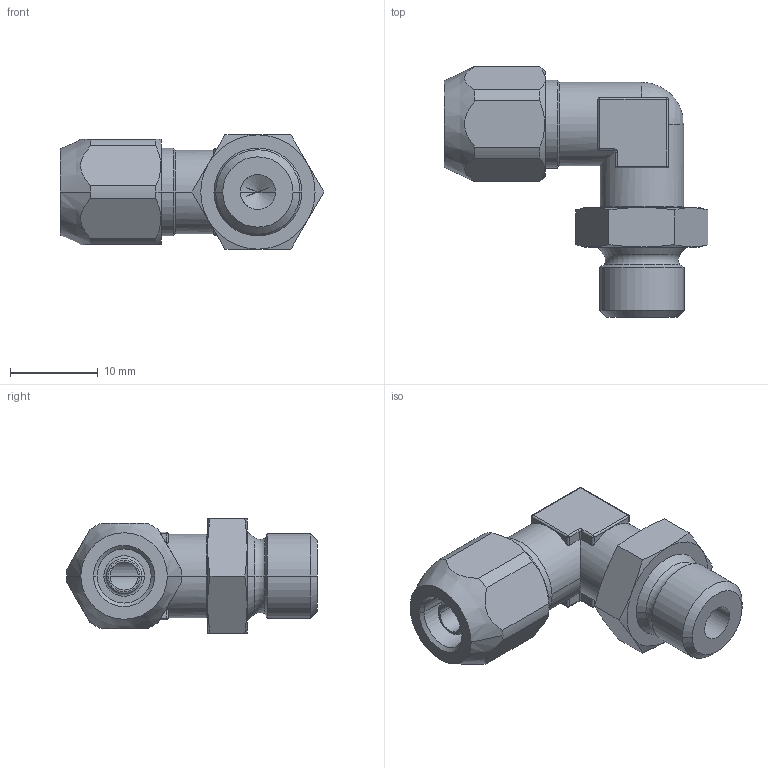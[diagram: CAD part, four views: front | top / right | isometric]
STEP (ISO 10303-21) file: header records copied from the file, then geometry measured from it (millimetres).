
FILE_DESCRIPTION(( 'CX.14.06.18.stp' ), '1');
FILE_NAME( 'CX.14.06.18.stp', '2018-08-24T14:34:42',( 'Sopra'),('sopra-pneumatic.com'), 'SwSTEP 2.0','SolidWorks 2009','' );
FILE_SCHEMA(('CONFIG_CONTROL_DESIGN'));
Length unit declared in the file: millimetre
Products named in the file (1): 361114B_130X4-6-4-1-8F
Bounding box: 30.01 x 28.55 x 13 mm (x, y, z)
Volume: 3439.2 mm3; surface area: 2568.8 mm2
Topology: 1 solids, 1 shells, 128 faces, 296 edges, 172 vertices
Faces by surface type: cylinder 46, plane 33, cone 30, sphere 11, torus 8
Entity records: 3772 total; most frequent: CARTESIAN_POINT 864, DIRECTION 625, ORIENTED_EDGE 586, EDGE_CURVE 293, AXIS2_PLACEMENT_3D 258, VERTEX_POINT 172, EDGE_LOOP 135, CIRCLE 130
